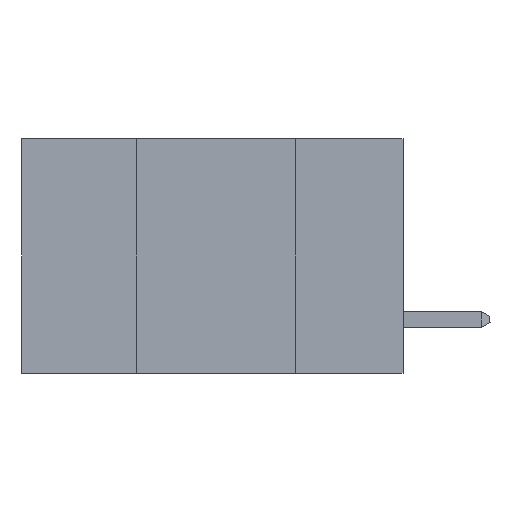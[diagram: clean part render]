
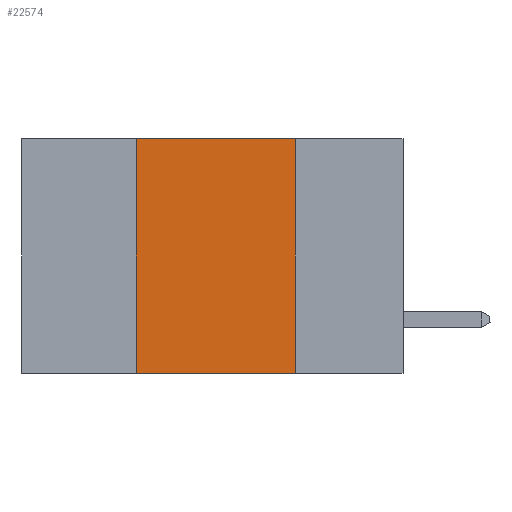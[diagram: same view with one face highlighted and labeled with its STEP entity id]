
A CAD part, left-side view. The second image highlights one B-rep face of the part: STEP entity #22574.
In plain terms, the highlighted planar face has unit normal (-1, 0, 0).
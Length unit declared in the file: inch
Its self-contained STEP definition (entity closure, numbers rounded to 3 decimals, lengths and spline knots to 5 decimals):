
#844 = LINE ( 'NONE', #2009, #20052 ) ;
#2009 = CARTESIAN_POINT ( 'NONE',  ( 0., 0.17, 0. ) ) ;
#3186 = VECTOR ( 'NONE', #30940, 39.37008 ) ;
#6106 = LINE ( 'NONE', #27415, #37341 ) ;
#6698 = EDGE_LOOP ( 'NONE', ( #29086, #19971, #26169, #13812 ) ) ;
#8174 = VECTOR ( 'NONE', #37002, 39.37008 ) ;
#10091 = FACE_OUTER_BOUND ( 'NONE', #6698, .T. ) ;
#10888 = DIRECTION ( 'NONE',  ( 0., -1., 0. ) ) ;
#13018 = LINE ( 'NONE', #23869, #3186 ) ;
#13812 = ORIENTED_EDGE ( 'NONE', *, *, #38411, .T. ) ;
#13830 = EDGE_CURVE ( 'NONE', #42966, #32017, #844, .T. ) ;
#14038 = CARTESIAN_POINT ( 'NONE',  ( 0., 0.17, 0. ) ) ;
#15847 = LINE ( 'NONE', #33752, #8174 ) ;
#16733 = PLANE ( 'NONE',  #18188 ) ;
#18125 = CARTESIAN_POINT ( 'NONE',  ( 0., 0.42, -0.37 ) ) ;
#18188 = AXIS2_PLACEMENT_3D ( 'NONE', #41452, #33789, #44329 ) ;
#18550 = EDGE_CURVE ( 'NONE', #37758, #31164, #13018, .T. ) ;
#19971 = ORIENTED_EDGE ( 'NONE', *, *, #29750, .F. ) ;
#20052 = VECTOR ( 'NONE', #37140, 39.37008 ) ;
#22574 = ADVANCED_FACE ( 'NONE', ( #10091 ), #16733, .F. ) ;
#23869 = CARTESIAN_POINT ( 'NONE',  ( 0., 0.42, 0. ) ) ;
#26169 = ORIENTED_EDGE ( 'NONE', *, *, #18550, .F. ) ;
#27415 = CARTESIAN_POINT ( 'NONE',  ( 0., 0.6, 0. ) ) ;
#29086 = ORIENTED_EDGE ( 'NONE', *, *, #13830, .F. ) ;
#29750 = EDGE_CURVE ( 'NONE', #31164, #42966, #6106, .T. ) ;
#30682 = CARTESIAN_POINT ( 'NONE',  ( 0., 0.17, -0.37 ) ) ;
#30940 = DIRECTION ( 'NONE',  ( 0., 0., 1. ) ) ;
#31164 = VERTEX_POINT ( 'NONE', #42309 ) ;
#32017 = VERTEX_POINT ( 'NONE', #30682 ) ;
#33752 = CARTESIAN_POINT ( 'NONE',  ( 0., 0.6, -0.37 ) ) ;
#33789 = DIRECTION ( 'NONE',  ( 1., 0., 0. ) ) ;
#37002 = DIRECTION ( 'NONE',  ( 0., -1., 0. ) ) ;
#37140 = DIRECTION ( 'NONE',  ( 0., 0., -1. ) ) ;
#37341 = VECTOR ( 'NONE', #10888, 39.37008 ) ;
#37758 = VERTEX_POINT ( 'NONE', #18125 ) ;
#38411 = EDGE_CURVE ( 'NONE', #37758, #32017, #15847, .T. ) ;
#41452 = CARTESIAN_POINT ( 'NONE',  ( 0., 0.6, 0. ) ) ;
#42309 = CARTESIAN_POINT ( 'NONE',  ( 0., 0.42, 0. ) ) ;
#42966 = VERTEX_POINT ( 'NONE', #14038 ) ;
#44329 = DIRECTION ( 'NONE',  ( 0., 0., -1. ) ) ;
